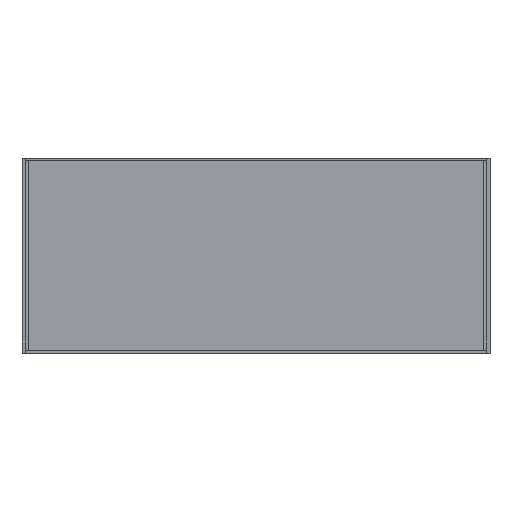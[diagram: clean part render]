
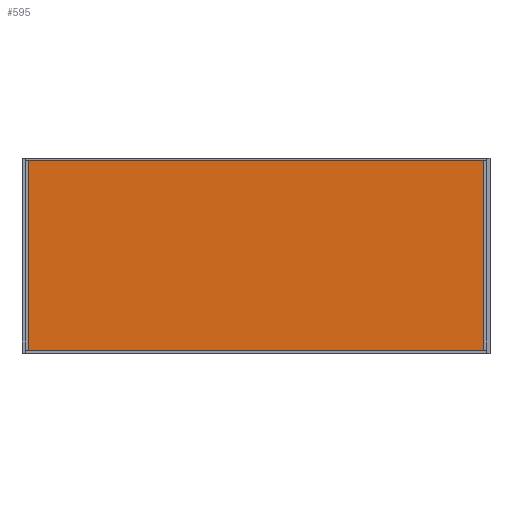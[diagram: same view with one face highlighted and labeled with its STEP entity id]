
A CAD part, top view. The second image highlights one B-rep face of the part: STEP entity #595.
In plain terms, the highlighted planar face has unit normal (0, 0, 1).
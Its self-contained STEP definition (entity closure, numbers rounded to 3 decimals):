
#595=ADVANCED_FACE('',(#1075),#6491,.T.);
#1075=FACE_OUTER_BOUND('',#1615,.T.);
#1615=EDGE_LOOP('',(#3429,#3430,#3431,#3432));
#3429=ORIENTED_EDGE('',*,*,#4651,.T.);
#3430=ORIENTED_EDGE('',*,*,#4655,.T.);
#3431=ORIENTED_EDGE('',*,*,#4645,.T.);
#3432=ORIENTED_EDGE('',*,*,#4650,.T.);
#4645=EDGE_CURVE('',#5945,#5946,#5305,.T.);
#4650=EDGE_CURVE('',#5946,#5949,#5310,.T.);
#4651=EDGE_CURVE('',#5949,#5950,#5311,.T.);
#4655=EDGE_CURVE('',#5950,#5945,#5315,.T.);
#5305=B_SPLINE_CURVE_WITH_KNOTS('',1,(#12278,#12279),.UNSPECIFIED.,.F.,
 .F.,(2,2),(-244.,0.),.UNSPECIFIED.);
#5310=B_SPLINE_CURVE_WITH_KNOTS('',1,(#12288,#12289),.UNSPECIFIED.,.F.,
 .F.,(2,2),(3.,587.),.UNSPECIFIED.);
#5311=B_SPLINE_CURVE_WITH_KNOTS('',1,(#12290,#12291),.UNSPECIFIED.,.F.,
 .F.,(2,2),(0.,244.),.UNSPECIFIED.);
#5315=B_SPLINE_CURVE_WITH_KNOTS('',1,(#12298,#12299),.UNSPECIFIED.,.F.,
 .F.,(2,2),(-587.,-3.),.UNSPECIFIED.);
#5945=VERTEX_POINT('',#12270);
#5946=VERTEX_POINT('',#12271);
#5949=VERTEX_POINT('',#12274);
#5950=VERTEX_POINT('',#12275);
#6491=PLANE('',#7404);
#7404=AXIS2_PLACEMENT_3D('',#12264,#7804,$);
#7804=DIRECTION('',(0.,0.,1.));
#12264=CARTESIAN_POINT('',(-295.,-132.,500.));
#12270=CARTESIAN_POINT('',(-292.,122.,500.));
#12271=CARTESIAN_POINT('',(-292.,-122.,500.));
#12274=CARTESIAN_POINT('',(292.,-122.,500.));
#12275=CARTESIAN_POINT('',(292.,122.,500.));
#12278=CARTESIAN_POINT('',(-292.,122.,500.));
#12279=CARTESIAN_POINT('',(-292.,-122.,500.));
#12288=CARTESIAN_POINT('',(-292.,-122.,500.));
#12289=CARTESIAN_POINT('',(292.,-122.,500.));
#12290=CARTESIAN_POINT('',(292.,-122.,500.));
#12291=CARTESIAN_POINT('',(292.,122.,500.));
#12298=CARTESIAN_POINT('',(292.,122.,500.));
#12299=CARTESIAN_POINT('',(-292.,122.,500.));
